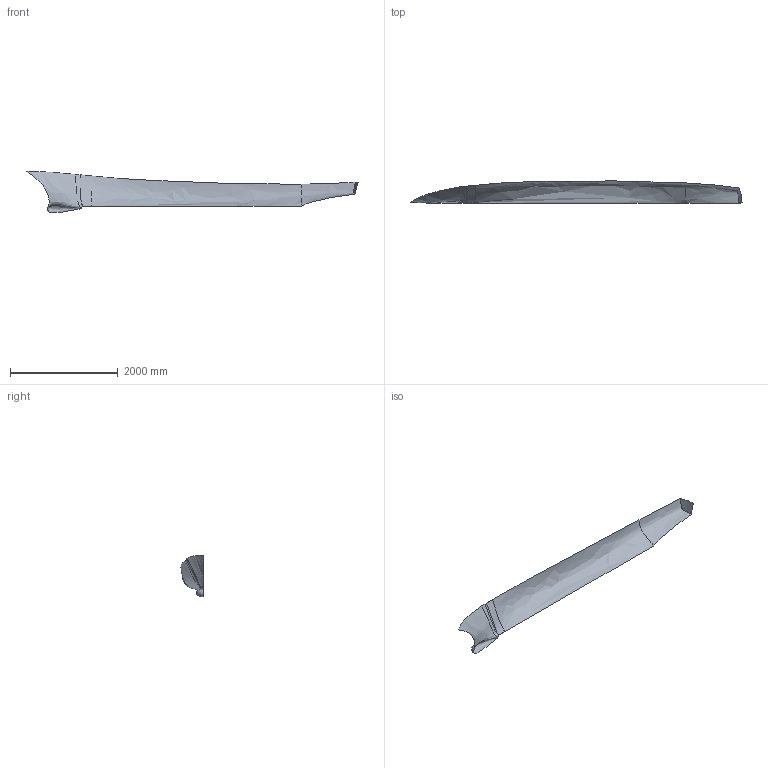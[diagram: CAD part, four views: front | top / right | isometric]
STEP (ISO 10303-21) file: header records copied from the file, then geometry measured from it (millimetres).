
FILE_DESCRIPTION(/* description */ (''),/* implementation_level */ '2;1');
FILE_NAME(/* name */ '5415',/* time_stamp */ '2020-02-23T12:35:55+03:00',/* author */ (''),/* organization */ (''),/* preprocessor_version */ 'ST-DEVELOPER v15',/* originating_system */ '',/* authorisation */ '');
FILE_SCHEMA (('AUTOMOTIVE_DESIGN'));
Length unit declared in the file: metre
Products named in the file (1): Document
Bounding box: 6171.16 x 409.86 x 773.24 mm (x, y, z)
Surface area: 4038730.6 mm2 (no closed solid volume)
Topology: 0 solids, 3 shells, 6 faces, 21 edges, 17 vertices
Faces by surface type: bspline 6
Entity records: 893 total; most frequent: CARTESIAN_POINT 733, ORIENTED_EDGE 23, EDGE_CURVE 20, B_SPLINE_CURVE_WITH_KNOTS 20, VERTEX_POINT 17, ADVANCED_FACE 6, FACE_OUTER_BOUND 6, EDGE_LOOP 6
